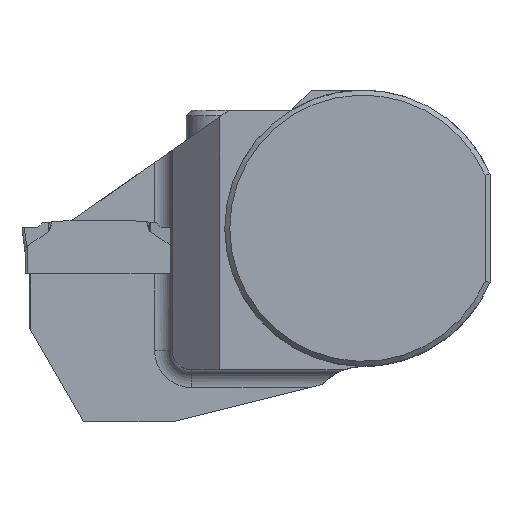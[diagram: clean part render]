
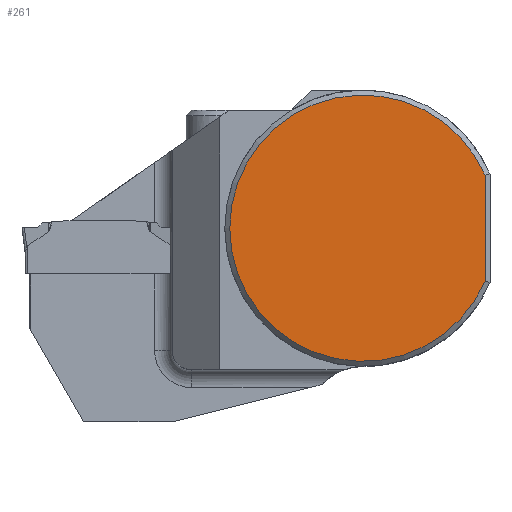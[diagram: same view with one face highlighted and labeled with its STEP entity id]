
A CAD part, top view. The second image highlights one B-rep face of the part: STEP entity #261.
In plain terms, the highlighted planar face has unit normal (0, 0, 1).
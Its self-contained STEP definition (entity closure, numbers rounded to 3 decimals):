
#184=CIRCLE('',#2085,12.049);
#261=ADVANCED_FACE('',(#411),#330,.F.);
#330=PLANE('',#2087);
#411=FACE_OUTER_BOUND('',#510,.T.);
#510=EDGE_LOOP('',(#961,#962));
#961=ORIENTED_EDGE('',*,*,#1465,.T.);
#962=ORIENTED_EDGE('',*,*,#1473,.F.);
#1226=VERTEX_POINT('',#3564);
#1227=VERTEX_POINT('',#3566);
#1465=EDGE_CURVE('',#1227,#1226,#1646,.T.);
#1473=EDGE_CURVE('',#1227,#1226,#184,.T.);
#1646=LINE('',#3565,#1826);
#1826=VECTOR('',#2464,1.);
#2085=AXIS2_PLACEMENT_3D('',#3586,#2489,#2490);
#2087=AXIS2_PLACEMENT_3D('',#3588,#2493,#2494);
#2464=DIRECTION('',(0.,1.,0.));
#2489=DIRECTION('',(0.,0.,-1.));
#2490=DIRECTION('',(1.,0.,0.));
#2493=DIRECTION('',(0.,0.,-1.));
#2494=DIRECTION('',(-1.,0.,0.));
#3564=CARTESIAN_POINT('',(11.049,4.806,0.));
#3565=CARTESIAN_POINT('',(11.049,12.5,0.));
#3566=CARTESIAN_POINT('',(11.049,-4.806,0.));
#3586=CARTESIAN_POINT('',(0.,0.,0.));
#3588=CARTESIAN_POINT('',(-12.049,0.,0.));
